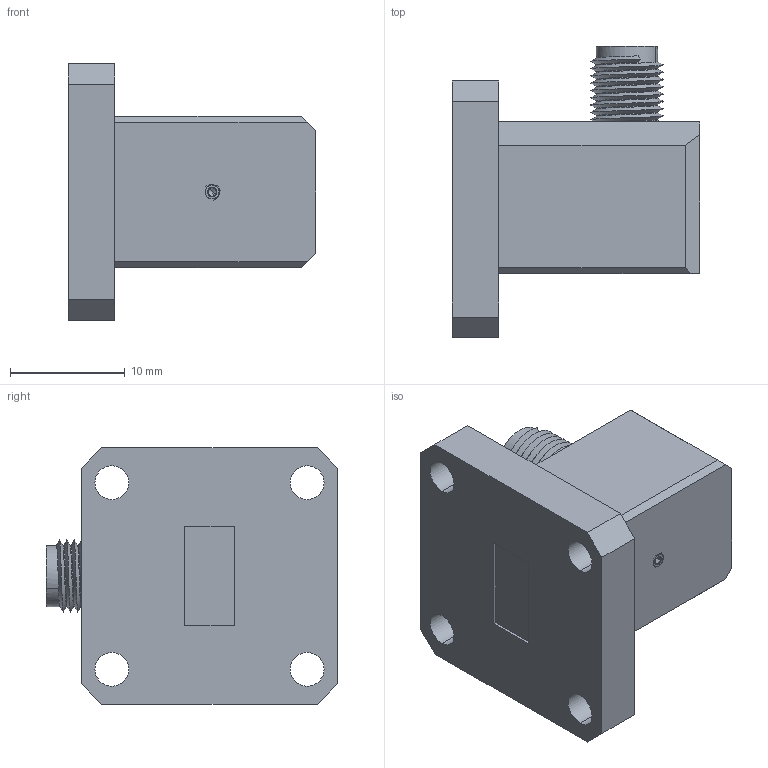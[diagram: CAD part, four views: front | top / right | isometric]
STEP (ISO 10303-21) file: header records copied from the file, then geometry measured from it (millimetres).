
FILE_DESCRIPTION (( 'STEP AP203' ), '1' );
FILE_NAME ('SWC-34KF-R1.STEP', '2018-11-01T19:49:04', ( '' ), ( '' ), 'SwSTEP 2.0', 'SolidWorks 2016', '' );
FILE_SCHEMA (( 'CONFIG_CONTROL_DESIGN' ));
Length unit declared in the file: inch
Products named in the file (1): SWC-34KF-R1
Bounding box: 21.59 x 25.4 x 22.35 mm (x, y, z)
Volume: 4944.2 mm3; surface area: 2888.8 mm2
Topology: 4 solids, 5 shells, 281 faces, 701 edges, 425 vertices
Faces by surface type: cylinder 116, cone 104, plane 59, bspline 2
Entity records: 10071 total; most frequent: CARTESIAN_POINT 3789, ORIENTED_EDGE 1378, DIRECTION 1172, EDGE_CURVE 689, AXIS2_PLACEMENT_3D 435, VERTEX_POINT 425, LINE 302, VECTOR 302
